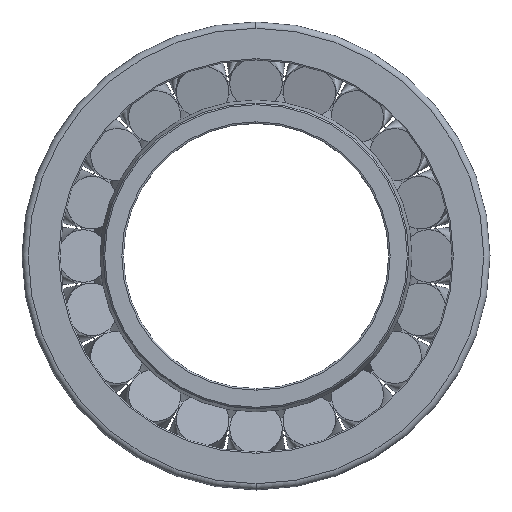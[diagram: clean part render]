
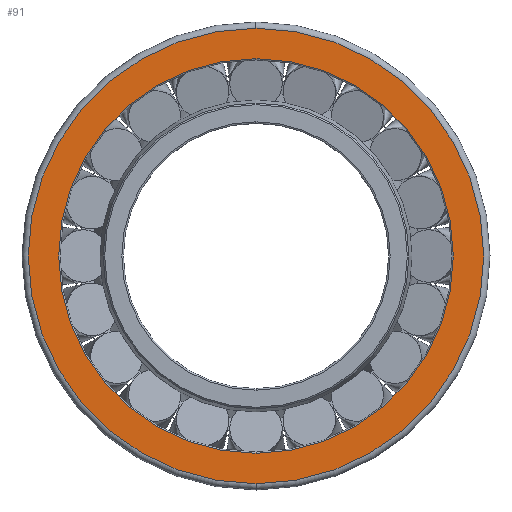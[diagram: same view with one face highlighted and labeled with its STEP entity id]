
A CAD part, left-side view. The second image highlights one B-rep face of the part: STEP entity #91.
In plain terms, the highlighted planar face has unit normal (-1, 0, 0).
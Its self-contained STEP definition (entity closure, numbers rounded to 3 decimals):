
#91=ADVANCED_FACE('',(#279,#280),#281,.T.);
#279=FACE_OUTER_BOUND('',#635,.T.);
#280=FACE_BOUND('',#636,.T.);
#281=PLANE('',#637);
#635=EDGE_LOOP('',(#1155,#1156,#1157));
#636=EDGE_LOOP('',(#1158,#1159,#1160));
#637=AXIS2_PLACEMENT_3D('',#1161,#1162,#1163);
#1155=ORIENTED_EDGE('',*,*,#2131,.F.);
#1156=ORIENTED_EDGE('',*,*,#2130,.F.);
#1157=ORIENTED_EDGE('',*,*,#2134,.F.);
#1158=ORIENTED_EDGE('',*,*,#2108,.T.);
#1159=ORIENTED_EDGE('',*,*,#2105,.T.);
#1160=ORIENTED_EDGE('',*,*,#2109,.T.);
#1161=CARTESIAN_POINT('',(0.,68.116,0.0));
#1162=DIRECTION('',(-1.0,0.,0.0));
#1163=DIRECTION('',(0.,-1.0,-0.0));
#2105=EDGE_CURVE('',#2465,#2463,#2466,.T.);
#2108=EDGE_CURVE('',#2469,#2465,#2470,.T.);
#2109=EDGE_CURVE('',#2463,#2469,#2471,.T.);
#2130=EDGE_CURVE('',#2507,#2510,#2511,.T.);
#2131=EDGE_CURVE('',#2510,#2512,#2513,.T.);
#2134=EDGE_CURVE('',#2512,#2507,#2516,.T.);
#2463=VERTEX_POINT('',#3021);
#2465=VERTEX_POINT('',#3023);
#2466=CIRCLE('',#3024,63.233);
#2469=VERTEX_POINT('',#3027);
#2470=CIRCLE('',#3028,63.233);
#2471=CIRCLE('',#3029,63.233);
#2507=VERTEX_POINT('',#3069);
#2510=VERTEX_POINT('',#3072);
#2511=CIRCLE('',#3073,73.0);
#2512=VERTEX_POINT('',#3074);
#2513=CIRCLE('',#3075,73.0);
#2516=CIRCLE('',#3078,73.0);
#3021=CARTESIAN_POINT('',(0.,0.,-63.233));
#3023=CARTESIAN_POINT('',(0.,0.,63.233));
#3024=AXIS2_PLACEMENT_3D('',#5168,#5169,#5170);
#3027=CARTESIAN_POINT('',(0.,63.233,0.0));
#3028=AXIS2_PLACEMENT_3D('',#5177,#5178,#5179);
#3029=AXIS2_PLACEMENT_3D('',#5180,#5181,#5182);
#3069=CARTESIAN_POINT('',(0.0,0.,-73.0));
#3072=CARTESIAN_POINT('',(0.0,73.0,0.0));
#3073=AXIS2_PLACEMENT_3D('',#5235,#5236,#5237);
#3074=CARTESIAN_POINT('',(0.0,0.,73.0));
#3075=AXIS2_PLACEMENT_3D('',#5238,#5239,#5240);
#3078=AXIS2_PLACEMENT_3D('',#5247,#5248,#5249);
#5168=CARTESIAN_POINT('',(0.,0.0,0.0));
#5169=DIRECTION('',(1.0,0.0,0.0));
#5170=DIRECTION('',(0.0,1.0,0.0));
#5177=CARTESIAN_POINT('',(0.,0.0,0.0));
#5178=DIRECTION('',(1.0,0.0,0.0));
#5179=DIRECTION('',(0.0,1.0,0.0));
#5180=CARTESIAN_POINT('',(0.,0.0,0.0));
#5181=DIRECTION('',(1.0,0.0,0.0));
#5182=DIRECTION('',(0.0,1.0,0.0));
#5235=CARTESIAN_POINT('',(0.0,0.0,0.0));
#5236=DIRECTION('',(1.0,0.0,0.0));
#5237=DIRECTION('',(0.0,1.0,0.0));
#5238=CARTESIAN_POINT('',(0.0,0.0,0.0));
#5239=DIRECTION('',(1.0,0.0,0.0));
#5240=DIRECTION('',(0.0,1.0,0.0));
#5247=CARTESIAN_POINT('',(0.0,0.0,0.0));
#5248=DIRECTION('',(1.0,0.0,0.0));
#5249=DIRECTION('',(0.0,1.0,0.0));
